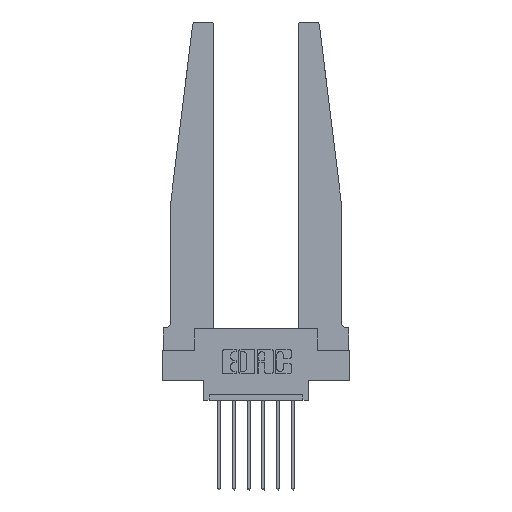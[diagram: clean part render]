
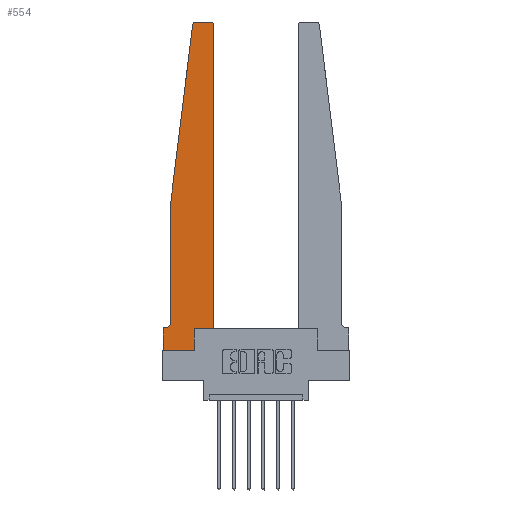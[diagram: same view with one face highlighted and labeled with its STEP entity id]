
A CAD part, top view. The second image highlights one B-rep face of the part: STEP entity #554.
In plain terms, the highlighted planar face has unit normal (0, 0, 1).
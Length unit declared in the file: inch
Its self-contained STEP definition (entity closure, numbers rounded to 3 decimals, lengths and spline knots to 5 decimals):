
#177 = DIRECTION ( 'NONE',  ( 1., 0., 0. ) ) ;
#222 = DIRECTION ( 'NONE',  ( -0.122, -0.992, 0. ) ) ;
#554 = ADVANCED_FACE ( 'NONE', ( #6827 ), #7886, .T. ) ;
#633 = VERTEX_POINT ( 'NONE', #4639 ) ;
#961 = VERTEX_POINT ( 'NONE', #4485 ) ;
#1028 = CARTESIAN_POINT ( 'NONE',  ( 0.425, 0.18, 0.37 ) ) ;
#1335 = EDGE_CURVE ( 'NONE', #7477, #12019, #7920, .T. ) ;
#1401 = EDGE_CURVE ( 'NONE', #2021, #13668, #2500, .T. ) ;
#1519 = CARTESIAN_POINT ( 'NONE',  ( 0.425, 0.18, 0.37 ) ) ;
#1737 = CARTESIAN_POINT ( 'NONE',  ( 0.065, 0.2375, 0.37 ) ) ;
#1778 = LINE ( 'NONE', #6047, #11788 ) ;
#1780 = EDGE_CURVE ( 'NONE', #12019, #8240, #6057, .T. ) ;
#1871 = CARTESIAN_POINT ( 'NONE',  ( 0.27653, 2.75, 0.37 ) ) ;
#2015 = LINE ( 'NONE', #12964, #13568 ) ;
#2021 = VERTEX_POINT ( 'NONE', #2387 ) ;
#2166 = VECTOR ( 'NONE', #4477, 39.37008 ) ;
#2197 = CIRCLE ( 'NONE', #11845, 0.05 ) ;
#2387 = CARTESIAN_POINT ( 'NONE',  ( 0.395, 2.75, 0.37 ) ) ;
#2444 = DIRECTION ( 'NONE',  ( 0., 0., 1. ) ) ;
#2500 = LINE ( 'NONE', #13248, #3880 ) ;
#2857 = VECTOR ( 'NONE', #5937, 39.37008 ) ;
#2969 = DIRECTION ( 'NONE',  ( 0., 0., -1. ) ) ;
#2970 = EDGE_CURVE ( 'NONE', #5620, #8860, #2197, .T. ) ;
#3103 = ORIENTED_EDGE ( 'NONE', *, *, #10767, .T. ) ;
#3205 = ORIENTED_EDGE ( 'NONE', *, *, #1780, .T. ) ;
#3421 = CARTESIAN_POINT ( 'NONE',  ( 0., 0., 0.37 ) ) ;
#3484 = CARTESIAN_POINT ( 'NONE',  ( 0.065, 1.25, 0.37 ) ) ;
#3831 = EDGE_CURVE ( 'NONE', #633, #2021, #9391, .T. ) ;
#3880 = VECTOR ( 'NONE', #5650, 39.37008 ) ;
#4218 = EDGE_CURVE ( 'NONE', #961, #5620, #12129, .T. ) ;
#4477 = DIRECTION ( 'NONE',  ( -1., 0., 0. ) ) ;
#4485 = CARTESIAN_POINT ( 'NONE',  ( 0.065, 1.25, 0.37 ) ) ;
#4639 = CARTESIAN_POINT ( 'NONE',  ( 0.425, 2.72, 0.37 ) ) ;
#4706 = DIRECTION ( 'NONE',  ( 0., 0., 1. ) ) ;
#5086 = AXIS2_PLACEMENT_3D ( 'NONE', #5592, #13121, #10859 ) ;
#5113 = DIRECTION ( 'NONE',  ( 0., 1., 0. ) ) ;
#5165 = ORIENTED_EDGE ( 'NONE', *, *, #10011, .T. ) ;
#5223 = VECTOR ( 'NONE', #5113, 39.37008 ) ;
#5592 = CARTESIAN_POINT ( 'NONE',  ( 0.27653, 2.72, 0.37 ) ) ;
#5620 = VERTEX_POINT ( 'NONE', #1737 ) ;
#5650 = DIRECTION ( 'NONE',  ( -1., 0., 0. ) ) ;
#5761 = ORIENTED_EDGE ( 'NONE', *, *, #2970, .T. ) ;
#5937 = DIRECTION ( 'NONE',  ( 1., 0., 0. ) ) ;
#6047 = CARTESIAN_POINT ( 'NONE',  ( 0.2605, 0.18, 0.37 ) ) ;
#6057 = LINE ( 'NONE', #10208, #10318 ) ;
#6173 = CARTESIAN_POINT ( 'NONE',  ( 0.2605, 0., 0.37 ) ) ;
#6723 = ORIENTED_EDGE ( 'NONE', *, *, #1335, .T. ) ;
#6827 = FACE_OUTER_BOUND ( 'NONE', #7092, .T. ) ;
#6960 = CARTESIAN_POINT ( 'NONE',  ( 0.24675, 2.72367, 0.37 ) ) ;
#6972 = AXIS2_PLACEMENT_3D ( 'NONE', #12987, #2444, #177 ) ;
#7002 = EDGE_CURVE ( 'NONE', #10067, #633, #12128, .T. ) ;
#7092 = EDGE_LOOP ( 'NONE', ( #9587, #7984, #5165, #11389, #5761, #9630, #6723, #3205, #3103, #11784, #13430, #10536 ) ) ;
#7477 = VERTEX_POINT ( 'NONE', #13660 ) ;
#7504 = AXIS2_PLACEMENT_3D ( 'NONE', #12166, #4706, #12244 ) ;
#7886 = PLANE ( 'NONE',  #7504 ) ;
#7920 = LINE ( 'NONE', #12063, #10159 ) ;
#7984 = ORIENTED_EDGE ( 'NONE', *, *, #13071, .T. ) ;
#8055 = LINE ( 'NONE', #1519, #2857 ) ;
#8240 = VERTEX_POINT ( 'NONE', #6173 ) ;
#8318 = DIRECTION ( 'NONE',  ( -1., 0., 0. ) ) ;
#8831 = CARTESIAN_POINT ( 'NONE',  ( 0.065, 0.1875, 0.37 ) ) ;
#8860 = VERTEX_POINT ( 'NONE', #10636 ) ;
#9020 = DIRECTION ( 'NONE',  ( 1., 0., 0. ) ) ;
#9391 = CIRCLE ( 'NONE', #6972, 0.03 ) ;
#9467 = CARTESIAN_POINT ( 'NONE',  ( 0.425, 0.18, 0.37 ) ) ;
#9587 = ORIENTED_EDGE ( 'NONE', *, *, #1401, .T. ) ;
#9630 = ORIENTED_EDGE ( 'NONE', *, *, #12047, .T. ) ;
#10011 = EDGE_CURVE ( 'NONE', #11710, #961, #2015, .T. ) ;
#10067 = VERTEX_POINT ( 'NONE', #1028 ) ;
#10154 = VERTEX_POINT ( 'NONE', #11193 ) ;
#10159 = VECTOR ( 'NONE', #11920, 39.37008 ) ;
#10208 = CARTESIAN_POINT ( 'NONE',  ( 0., 0., 0.37 ) ) ;
#10318 = VECTOR ( 'NONE', #9020, 39.37008 ) ;
#10536 = ORIENTED_EDGE ( 'NONE', *, *, #3831, .T. ) ;
#10636 = CARTESIAN_POINT ( 'NONE',  ( 0.015, 0.1875, 0.37 ) ) ;
#10767 = EDGE_CURVE ( 'NONE', #8240, #10154, #1778, .T. ) ;
#10859 = DIRECTION ( 'NONE',  ( 1., 0., 0. ) ) ;
#11133 = CIRCLE ( 'NONE', #5086, 0.03 ) ;
#11193 = CARTESIAN_POINT ( 'NONE',  ( 0.2605, 0.18, 0.37 ) ) ;
#11389 = ORIENTED_EDGE ( 'NONE', *, *, #4218, .T. ) ;
#11392 = DIRECTION ( 'NONE',  ( 0., 1., 0. ) ) ;
#11470 = CARTESIAN_POINT ( 'NONE',  ( 0.015, 0.2375, 0.37 ) ) ;
#11710 = VERTEX_POINT ( 'NONE', #6960 ) ;
#11784 = ORIENTED_EDGE ( 'NONE', *, *, #13550, .T. ) ;
#11788 = VECTOR ( 'NONE', #11392, 39.37008 ) ;
#11845 = AXIS2_PLACEMENT_3D ( 'NONE', #11470, #2969, #8318 ) ;
#11920 = DIRECTION ( 'NONE',  ( 0., -1., 0. ) ) ;
#12019 = VERTEX_POINT ( 'NONE', #3421 ) ;
#12047 = EDGE_CURVE ( 'NONE', #8860, #7477, #12982, .T. ) ;
#12063 = CARTESIAN_POINT ( 'NONE',  ( 0., 0., 0.37 ) ) ;
#12128 = LINE ( 'NONE', #9467, #5223 ) ;
#12129 = LINE ( 'NONE', #3484, #12594 ) ;
#12166 = CARTESIAN_POINT ( 'NONE',  ( 0., 0.1875, 0.37 ) ) ;
#12244 = DIRECTION ( 'NONE',  ( 1., 0., 0. ) ) ;
#12594 = VECTOR ( 'NONE', #13179, 39.37008 ) ;
#12964 = CARTESIAN_POINT ( 'NONE',  ( 0.065, 1.25, 0.37 ) ) ;
#12982 = LINE ( 'NONE', #8831, #2166 ) ;
#12987 = CARTESIAN_POINT ( 'NONE',  ( 0.395, 2.72, 0.37 ) ) ;
#13071 = EDGE_CURVE ( 'NONE', #13668, #11710, #11133, .T. ) ;
#13121 = DIRECTION ( 'NONE',  ( 0., 0., 1. ) ) ;
#13179 = DIRECTION ( 'NONE',  ( 0., -1., 0. ) ) ;
#13248 = CARTESIAN_POINT ( 'NONE',  ( 0.25, 2.75, 0.37 ) ) ;
#13430 = ORIENTED_EDGE ( 'NONE', *, *, #7002, .T. ) ;
#13550 = EDGE_CURVE ( 'NONE', #10154, #10067, #8055, .T. ) ;
#13568 = VECTOR ( 'NONE', #222, 39.37008 ) ;
#13660 = CARTESIAN_POINT ( 'NONE',  ( 0., 0.1875, 0.37 ) ) ;
#13668 = VERTEX_POINT ( 'NONE', #1871 ) ;
